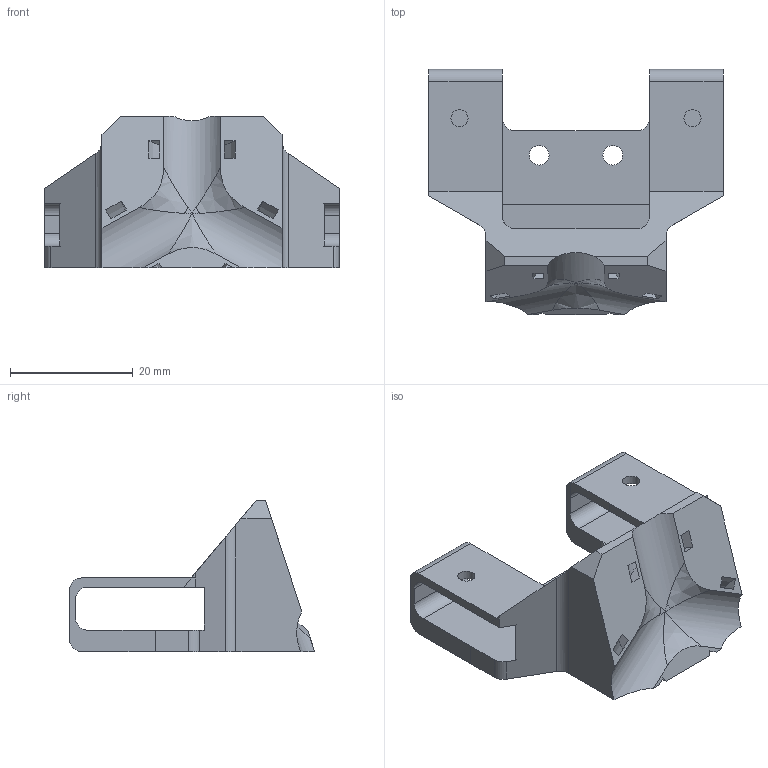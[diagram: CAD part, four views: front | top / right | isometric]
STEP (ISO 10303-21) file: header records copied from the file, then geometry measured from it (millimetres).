
FILE_DESCRIPTION(('FreeCAD Model'),'2;1');
FILE_NAME('extruder-wire-fastener-x1.step', '2021-05-23T10:49:10',('Author'),(''), 'Open CASCADE STEP processor 7.3','FreeCAD','Unknown');
FILE_SCHEMA(('AUTOMOTIVE_DESIGN { 1 0 10303 214 1 1 1 1 }'));
Length unit declared in the file: millimetre
Products named in the file (1): wire-fastener
Bounding box: 48 x 40 x 24.65 mm (x, y, z)
Volume: 11000.6 mm3; surface area: 6901.4 mm2
Topology: 1 solids, 1 shells, 89 faces, 270 edges, 175 vertices
Faces by surface type: plane 54, cylinder 32, bspline 3
Full cylindrical faces by diameter (mm): 2.8 x2, 3.2 x2
Entity records: 7481 total; most frequent: CARTESIAN_POINT 2474, DIRECTION 828, ORIENTED_EDGE 540, PCURVE 540, DEFINITIONAL_REPRESENTATION 540, LINE 437, VECTOR 437, EDGE_CURVE 270
